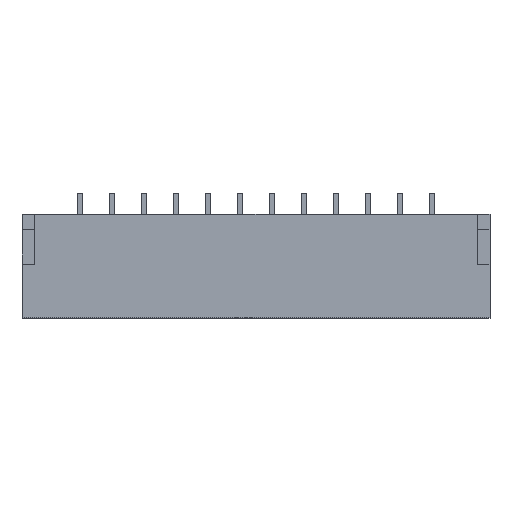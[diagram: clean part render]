
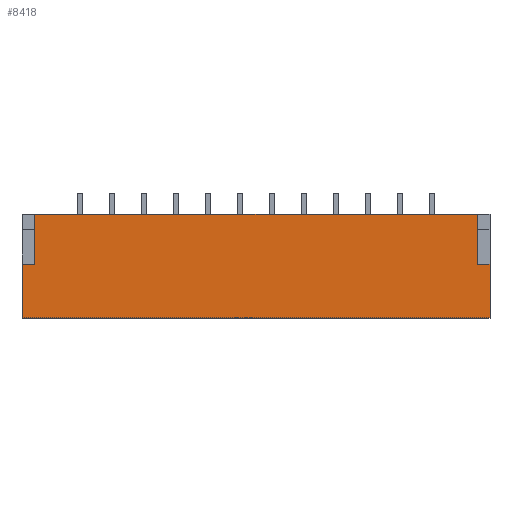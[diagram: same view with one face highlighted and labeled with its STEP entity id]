
A CAD part, top view. The second image highlights one B-rep face of the part: STEP entity #8418.
In plain terms, the highlighted planar face has unit normal (0, 0, 1).
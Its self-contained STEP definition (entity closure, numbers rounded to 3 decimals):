
#1684 = PLANE('',#1685);
#1685 = AXIS2_PLACEMENT_3D('',#1686,#1687,#1688);
#1686 = CARTESIAN_POINT('',(-9.125,-2.75,0.1));
#1687 = DIRECTION('',(1.,0.,0.));
#1688 = DIRECTION('',(0.,1.,0.));
#1712 = PLANE('',#1713);
#1713 = AXIS2_PLACEMENT_3D('',#1714,#1715,#1716);
#1714 = CARTESIAN_POINT('',(9.125,1.3,4.35));
#1715 = DIRECTION('',(0.,-1.,0.));
#1716 = DIRECTION('',(1.,0.,0.));
#1740 = PLANE('',#1741);
#1741 = AXIS2_PLACEMENT_3D('',#1742,#1743,#1744);
#1742 = CARTESIAN_POINT('',(9.125,-2.75,0.1));
#1743 = DIRECTION('',(-1.,0.,0.));
#1744 = DIRECTION('',(0.,-1.,0.));
#3767 = VERTEX_POINT('',#3768);
#3768 = CARTESIAN_POINT('',(-8.625,1.3,4.35));
#3782 = PLANE('',#3783);
#3783 = AXIS2_PLACEMENT_3D('',#3784,#3785,#3786);
#3784 = CARTESIAN_POINT('',(-8.625,-0.65,4.35));
#3785 = DIRECTION('',(-1.,0.,0.));
#3786 = DIRECTION('',(0.,1.,0.));
#3794 = EDGE_CURVE('',#3795,#3767,#3797,.T.);
#3795 = VERTEX_POINT('',#3796);
#3796 = CARTESIAN_POINT('',(8.625,1.3,4.35));
#3797 = SURFACE_CURVE('',#3798,(#3802,#3809),.PCURVE_S1.);
#3798 = LINE('',#3799,#3800);
#3799 = CARTESIAN_POINT('',(9.125,1.3,4.35));
#3800 = VECTOR('',#3801,1.);
#3801 = DIRECTION('',(-1.,0.,0.));
#3802 = PCURVE('',#1712,#3803);
#3803 = DEFINITIONAL_REPRESENTATION('',(#3804),#3808);
#3804 = LINE('',#3805,#3806);
#3805 = CARTESIAN_POINT('',(0.,0.));
#3806 = VECTOR('',#3807,1.);
#3807 = DIRECTION('',(-1.,0.));
#3808 = ( GEOMETRIC_REPRESENTATION_CONTEXT(2) 
PARAMETRIC_REPRESENTATION_CONTEXT() REPRESENTATION_CONTEXT('2D SPACE',''
  ) );
#3809 = PCURVE('',#3810,#3815);
#3810 = PLANE('',#3811);
#3811 = AXIS2_PLACEMENT_3D('',#3812,#3813,#3814);
#3812 = CARTESIAN_POINT('',(9.125,-2.75,4.35));
#3813 = DIRECTION('',(0.,0.,-1.));
#3814 = DIRECTION('',(1.,0.,0.));
#3815 = DEFINITIONAL_REPRESENTATION('',(#3816),#3820);
#3816 = LINE('',#3817,#3818);
#3817 = CARTESIAN_POINT('',(0.,-4.05));
#3818 = VECTOR('',#3819,1.);
#3819 = DIRECTION('',(-1.,0.));
#3820 = ( GEOMETRIC_REPRESENTATION_CONTEXT(2) 
PARAMETRIC_REPRESENTATION_CONTEXT() REPRESENTATION_CONTEXT('2D SPACE',''
  ) );
#3838 = PLANE('',#3839);
#3839 = AXIS2_PLACEMENT_3D('',#3840,#3841,#3842);
#3840 = CARTESIAN_POINT('',(8.625,-0.65,4.35));
#3841 = DIRECTION('',(1.,0.,0.));
#3842 = DIRECTION('',(0.,1.,0.));
#4796 = VERTEX_POINT('',#4797);
#4797 = CARTESIAN_POINT('',(-9.125,-2.75,4.35));
#4811 = PLANE('',#4812);
#4812 = AXIS2_PLACEMENT_3D('',#4813,#4814,#4815);
#4813 = CARTESIAN_POINT('',(9.125,-2.75,4.35));
#4814 = DIRECTION('',(0.,-1.,0.));
#4815 = DIRECTION('',(1.,0.,0.));
#4823 = EDGE_CURVE('',#4796,#4824,#4826,.T.);
#4824 = VERTEX_POINT('',#4825);
#4825 = CARTESIAN_POINT('',(-9.125,-0.65,4.35));
#4826 = SURFACE_CURVE('',#4827,(#4831,#4838),.PCURVE_S1.);
#4827 = LINE('',#4828,#4829);
#4828 = CARTESIAN_POINT('',(-9.125,-2.75,4.35));
#4829 = VECTOR('',#4830,1.);
#4830 = DIRECTION('',(0.,1.,0.));
#4831 = PCURVE('',#1684,#4832);
#4832 = DEFINITIONAL_REPRESENTATION('',(#4833),#4837);
#4833 = LINE('',#4834,#4835);
#4834 = CARTESIAN_POINT('',(0.,4.25));
#4835 = VECTOR('',#4836,1.);
#4836 = DIRECTION('',(1.,0.));
#4837 = ( GEOMETRIC_REPRESENTATION_CONTEXT(2) 
PARAMETRIC_REPRESENTATION_CONTEXT() REPRESENTATION_CONTEXT('2D SPACE',''
  ) );
#4838 = PCURVE('',#3810,#4839);
#4839 = DEFINITIONAL_REPRESENTATION('',(#4840),#4844);
#4840 = LINE('',#4841,#4842);
#4841 = CARTESIAN_POINT('',(-18.25,0.));
#4842 = VECTOR('',#4843,1.);
#4843 = DIRECTION('',(0.,-1.));
#4844 = ( GEOMETRIC_REPRESENTATION_CONTEXT(2) 
PARAMETRIC_REPRESENTATION_CONTEXT() REPRESENTATION_CONTEXT('2D SPACE',''
  ) );
#4862 = PLANE('',#4863);
#4863 = AXIS2_PLACEMENT_3D('',#4864,#4865,#4866);
#4864 = CARTESIAN_POINT('',(-8.625,-0.65,4.35));
#4865 = DIRECTION('',(0.,1.,0.));
#4866 = DIRECTION('',(-1.,0.,0.));
#6451 = VERTEX_POINT('',#6452);
#6452 = CARTESIAN_POINT('',(9.125,-0.65,4.35));
#6466 = PLANE('',#6467);
#6467 = AXIS2_PLACEMENT_3D('',#6468,#6469,#6470);
#6468 = CARTESIAN_POINT('',(8.625,-0.65,4.35));
#6469 = DIRECTION('',(0.,-1.,0.));
#6470 = DIRECTION('',(1.,0.,0.));
#6478 = EDGE_CURVE('',#6479,#6451,#6481,.T.);
#6479 = VERTEX_POINT('',#6480);
#6480 = CARTESIAN_POINT('',(9.125,-2.75,4.35));
#6481 = SURFACE_CURVE('',#6482,(#6486,#6493),.PCURVE_S1.);
#6482 = LINE('',#6483,#6484);
#6483 = CARTESIAN_POINT('',(9.125,-2.75,4.35));
#6484 = VECTOR('',#6485,1.);
#6485 = DIRECTION('',(0.,1.,0.));
#6486 = PCURVE('',#1740,#6487);
#6487 = DEFINITIONAL_REPRESENTATION('',(#6488),#6492);
#6488 = LINE('',#6489,#6490);
#6489 = CARTESIAN_POINT('',(0.,4.25));
#6490 = VECTOR('',#6491,1.);
#6491 = DIRECTION('',(-1.,0.));
#6492 = ( GEOMETRIC_REPRESENTATION_CONTEXT(2) 
PARAMETRIC_REPRESENTATION_CONTEXT() REPRESENTATION_CONTEXT('2D SPACE',''
  ) );
#6493 = PCURVE('',#3810,#6494);
#6494 = DEFINITIONAL_REPRESENTATION('',(#6495),#6499);
#6495 = LINE('',#6496,#6497);
#6496 = CARTESIAN_POINT('',(0.,0.));
#6497 = VECTOR('',#6498,1.);
#6498 = DIRECTION('',(0.,-1.));
#6499 = ( GEOMETRIC_REPRESENTATION_CONTEXT(2) 
PARAMETRIC_REPRESENTATION_CONTEXT() REPRESENTATION_CONTEXT('2D SPACE',''
  ) );
#8042 = EDGE_CURVE('',#3767,#8043,#8045,.T.);
#8043 = VERTEX_POINT('',#8044);
#8044 = CARTESIAN_POINT('',(-8.625,-0.65,4.35));
#8045 = SURFACE_CURVE('',#8046,(#8050,#8057),.PCURVE_S1.);
#8046 = LINE('',#8047,#8048);
#8047 = CARTESIAN_POINT('',(-8.625,1.3,4.35));
#8048 = VECTOR('',#8049,1.);
#8049 = DIRECTION('',(0.,-1.,0.));
#8050 = PCURVE('',#3782,#8051);
#8051 = DEFINITIONAL_REPRESENTATION('',(#8052),#8056);
#8052 = LINE('',#8053,#8054);
#8053 = CARTESIAN_POINT('',(1.95,0.));
#8054 = VECTOR('',#8055,1.);
#8055 = DIRECTION('',(-1.,0.));
#8056 = ( GEOMETRIC_REPRESENTATION_CONTEXT(2) 
PARAMETRIC_REPRESENTATION_CONTEXT() REPRESENTATION_CONTEXT('2D SPACE',''
  ) );
#8057 = PCURVE('',#3810,#8058);
#8058 = DEFINITIONAL_REPRESENTATION('',(#8059),#8063);
#8059 = LINE('',#8060,#8061);
#8060 = CARTESIAN_POINT('',(-17.75,-4.05));
#8061 = VECTOR('',#8062,1.);
#8062 = DIRECTION('',(0.,1.));
#8063 = ( GEOMETRIC_REPRESENTATION_CONTEXT(2) 
PARAMETRIC_REPRESENTATION_CONTEXT() REPRESENTATION_CONTEXT('2D SPACE',''
  ) );
#8159 = EDGE_CURVE('',#3795,#8160,#8162,.T.);
#8160 = VERTEX_POINT('',#8161);
#8161 = CARTESIAN_POINT('',(8.625,-0.65,4.35));
#8162 = SURFACE_CURVE('',#8163,(#8167,#8174),.PCURVE_S1.);
#8163 = LINE('',#8164,#8165);
#8164 = CARTESIAN_POINT('',(8.625,1.3,4.35));
#8165 = VECTOR('',#8166,1.);
#8166 = DIRECTION('',(0.,-1.,0.));
#8167 = PCURVE('',#3838,#8168);
#8168 = DEFINITIONAL_REPRESENTATION('',(#8169),#8173);
#8169 = LINE('',#8170,#8171);
#8170 = CARTESIAN_POINT('',(1.95,0.));
#8171 = VECTOR('',#8172,1.);
#8172 = DIRECTION('',(-1.,0.));
#8173 = ( GEOMETRIC_REPRESENTATION_CONTEXT(2) 
PARAMETRIC_REPRESENTATION_CONTEXT() REPRESENTATION_CONTEXT('2D SPACE',''
  ) );
#8174 = PCURVE('',#3810,#8175);
#8175 = DEFINITIONAL_REPRESENTATION('',(#8176),#8180);
#8176 = LINE('',#8177,#8178);
#8177 = CARTESIAN_POINT('',(-0.5,-4.05));
#8178 = VECTOR('',#8179,1.);
#8179 = DIRECTION('',(0.,1.));
#8180 = ( GEOMETRIC_REPRESENTATION_CONTEXT(2) 
PARAMETRIC_REPRESENTATION_CONTEXT() REPRESENTATION_CONTEXT('2D SPACE',''
  ) );
#8418 = ADVANCED_FACE('',(#8419),#3810,.F.);
#8419 = FACE_BOUND('',#8420,.T.);
#8420 = EDGE_LOOP('',(#8421,#8442,#8443,#8464,#8465,#8486,#8487,#8488));
#8421 = ORIENTED_EDGE('',*,*,#8422,.T.);
#8422 = EDGE_CURVE('',#8043,#4824,#8423,.T.);
#8423 = SURFACE_CURVE('',#8424,(#8428,#8435),.PCURVE_S1.);
#8424 = LINE('',#8425,#8426);
#8425 = CARTESIAN_POINT('',(-8.625,-0.65,4.35));
#8426 = VECTOR('',#8427,1.);
#8427 = DIRECTION('',(-1.,0.,0.));
#8428 = PCURVE('',#3810,#8429);
#8429 = DEFINITIONAL_REPRESENTATION('',(#8430),#8434);
#8430 = LINE('',#8431,#8432);
#8431 = CARTESIAN_POINT('',(-17.75,-2.1));
#8432 = VECTOR('',#8433,1.);
#8433 = DIRECTION('',(-1.,0.));
#8434 = ( GEOMETRIC_REPRESENTATION_CONTEXT(2) 
PARAMETRIC_REPRESENTATION_CONTEXT() REPRESENTATION_CONTEXT('2D SPACE',''
  ) );
#8435 = PCURVE('',#4862,#8436);
#8436 = DEFINITIONAL_REPRESENTATION('',(#8437),#8441);
#8437 = LINE('',#8438,#8439);
#8438 = CARTESIAN_POINT('',(0.,0.));
#8439 = VECTOR('',#8440,1.);
#8440 = DIRECTION('',(1.,0.));
#8441 = ( GEOMETRIC_REPRESENTATION_CONTEXT(2) 
PARAMETRIC_REPRESENTATION_CONTEXT() REPRESENTATION_CONTEXT('2D SPACE',''
  ) );
#8442 = ORIENTED_EDGE('',*,*,#4823,.F.);
#8443 = ORIENTED_EDGE('',*,*,#8444,.F.);
#8444 = EDGE_CURVE('',#6479,#4796,#8445,.T.);
#8445 = SURFACE_CURVE('',#8446,(#8450,#8457),.PCURVE_S1.);
#8446 = LINE('',#8447,#8448);
#8447 = CARTESIAN_POINT('',(9.125,-2.75,4.35));
#8448 = VECTOR('',#8449,1.);
#8449 = DIRECTION('',(-1.,0.,0.));
#8450 = PCURVE('',#3810,#8451);
#8451 = DEFINITIONAL_REPRESENTATION('',(#8452),#8456);
#8452 = LINE('',#8453,#8454);
#8453 = CARTESIAN_POINT('',(0.,0.));
#8454 = VECTOR('',#8455,1.);
#8455 = DIRECTION('',(-1.,0.));
#8456 = ( GEOMETRIC_REPRESENTATION_CONTEXT(2) 
PARAMETRIC_REPRESENTATION_CONTEXT() REPRESENTATION_CONTEXT('2D SPACE',''
  ) );
#8457 = PCURVE('',#4811,#8458);
#8458 = DEFINITIONAL_REPRESENTATION('',(#8459),#8463);
#8459 = LINE('',#8460,#8461);
#8460 = CARTESIAN_POINT('',(0.,0.));
#8461 = VECTOR('',#8462,1.);
#8462 = DIRECTION('',(-1.,0.));
#8463 = ( GEOMETRIC_REPRESENTATION_CONTEXT(2) 
PARAMETRIC_REPRESENTATION_CONTEXT() REPRESENTATION_CONTEXT('2D SPACE',''
  ) );
#8464 = ORIENTED_EDGE('',*,*,#6478,.T.);
#8465 = ORIENTED_EDGE('',*,*,#8466,.F.);
#8466 = EDGE_CURVE('',#8160,#6451,#8467,.T.);
#8467 = SURFACE_CURVE('',#8468,(#8472,#8479),.PCURVE_S1.);
#8468 = LINE('',#8469,#8470);
#8469 = CARTESIAN_POINT('',(8.625,-0.65,4.35));
#8470 = VECTOR('',#8471,1.);
#8471 = DIRECTION('',(1.,0.,0.));
#8472 = PCURVE('',#3810,#8473);
#8473 = DEFINITIONAL_REPRESENTATION('',(#8474),#8478);
#8474 = LINE('',#8475,#8476);
#8475 = CARTESIAN_POINT('',(-0.5,-2.1));
#8476 = VECTOR('',#8477,1.);
#8477 = DIRECTION('',(1.,0.));
#8478 = ( GEOMETRIC_REPRESENTATION_CONTEXT(2) 
PARAMETRIC_REPRESENTATION_CONTEXT() REPRESENTATION_CONTEXT('2D SPACE',''
  ) );
#8479 = PCURVE('',#6466,#8480);
#8480 = DEFINITIONAL_REPRESENTATION('',(#8481),#8485);
#8481 = LINE('',#8482,#8483);
#8482 = CARTESIAN_POINT('',(0.,0.));
#8483 = VECTOR('',#8484,1.);
#8484 = DIRECTION('',(1.,0.));
#8485 = ( GEOMETRIC_REPRESENTATION_CONTEXT(2) 
PARAMETRIC_REPRESENTATION_CONTEXT() REPRESENTATION_CONTEXT('2D SPACE',''
  ) );
#8486 = ORIENTED_EDGE('',*,*,#8159,.F.);
#8487 = ORIENTED_EDGE('',*,*,#3794,.T.);
#8488 = ORIENTED_EDGE('',*,*,#8042,.T.);
